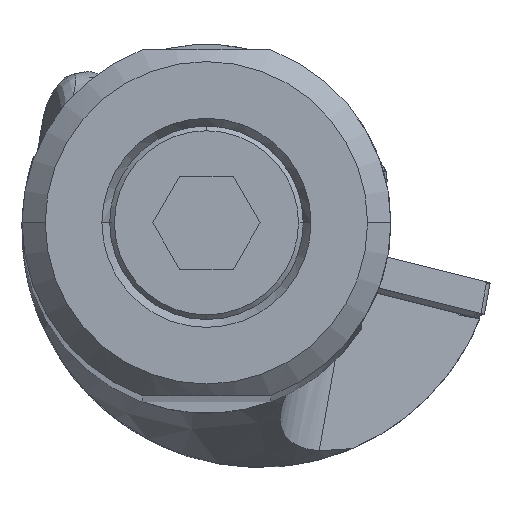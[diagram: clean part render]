
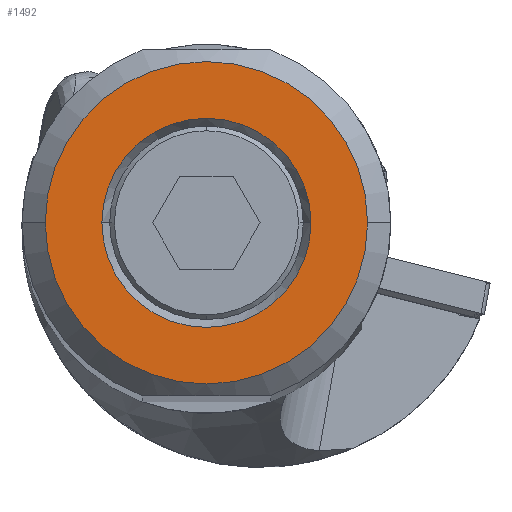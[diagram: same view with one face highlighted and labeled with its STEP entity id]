
A CAD part, top view. The second image highlights one B-rep face of the part: STEP entity #1492.
In plain terms, the highlighted planar face has unit normal (0, 0, 1).
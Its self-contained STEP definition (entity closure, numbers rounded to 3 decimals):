
#1492=ADVANCED_FACE('',(#1904,#1905),#1819,.T.);
#1819=PLANE('',#5855);
#1904=FACE_BOUND('',#1940,.T.);
#1905=FACE_BOUND('',#1941,.T.);
#1940=EDGE_LOOP('',(#2285,#2286));
#1941=EDGE_LOOP('',(#2287,#2288));
#2285=ORIENTED_EDGE('',*,*,#4554,.F.);
#2286=ORIENTED_EDGE('',*,*,#4555,.F.);
#2287=ORIENTED_EDGE('',*,*,#4556,.F.);
#2288=ORIENTED_EDGE('',*,*,#4557,.F.);
#4001=VERTEX_POINT('',#7923);
#4002=VERTEX_POINT('',#7924);
#4003=VERTEX_POINT('',#7927);
#4004=VERTEX_POINT('',#7928);
#4554=EDGE_CURVE('',#4001,#4002,#5412,.T.);
#4555=EDGE_CURVE('',#4002,#4001,#5413,.T.);
#4556=EDGE_CURVE('',#4003,#4004,#5414,.T.);
#4557=EDGE_CURVE('',#4004,#4003,#5415,.T.);
#5412=CIRCLE('',#5851,13.875);
#5413=CIRCLE('',#5852,13.875);
#5414=CIRCLE('',#5853,9.);
#5415=CIRCLE('',#5854,9.);
#5851=AXIS2_PLACEMENT_3D('',#7922,#6471,#6472);
#5852=AXIS2_PLACEMENT_3D('',#7925,#6473,#6474);
#5853=AXIS2_PLACEMENT_3D('',#7926,#6475,#6476);
#5854=AXIS2_PLACEMENT_3D('',#7929,#6477,#6478);
#5855=AXIS2_PLACEMENT_3D('',#7930,#6479,#6480);
#6471=DIRECTION('',(0.,0.,-1.));
#6472=DIRECTION('',(-1.,0.,0.));
#6473=DIRECTION('',(0.,0.,-1.));
#6474=DIRECTION('',(1.,0.,0.));
#6475=DIRECTION('',(0.,0.,1.));
#6476=DIRECTION('',(-1.,0.,0.));
#6477=DIRECTION('',(0.,0.,1.));
#6478=DIRECTION('',(1.,0.,0.));
#6479=DIRECTION('',(0.,0.,1.));
#6480=DIRECTION('',(-1.,0.,0.));
#7922=CARTESIAN_POINT('',(0.,0.,0.));
#7923=CARTESIAN_POINT('',(-13.875,0.,0.));
#7924=CARTESIAN_POINT('',(13.875,0.,0.));
#7925=CARTESIAN_POINT('',(0.,0.,0.));
#7926=CARTESIAN_POINT('',(0.,0.,0.));
#7927=CARTESIAN_POINT('',(-9.,0.,0.));
#7928=CARTESIAN_POINT('',(9.,0.,0.));
#7929=CARTESIAN_POINT('',(0.,0.,0.));
#7930=CARTESIAN_POINT('',(0.,0.,0.));
